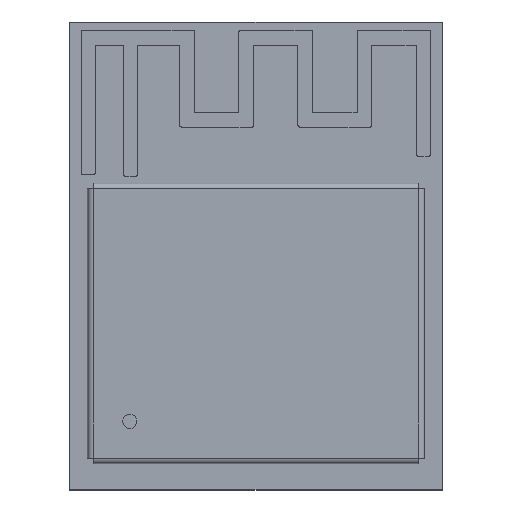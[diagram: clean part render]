
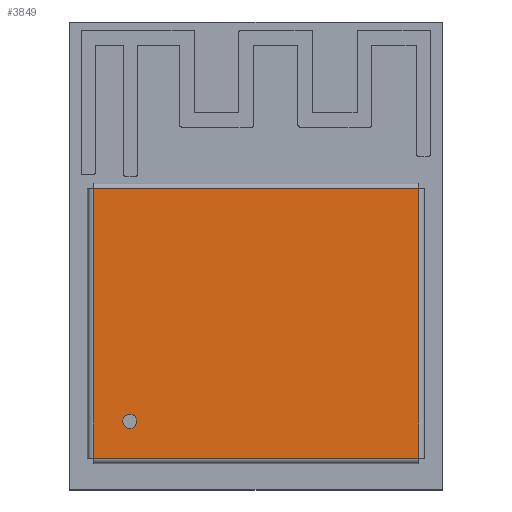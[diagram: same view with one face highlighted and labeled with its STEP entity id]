
A CAD part, top view. The second image highlights one B-rep face of the part: STEP entity #3849.
In plain terms, the highlighted planar face has unit normal (0, 0, 1).
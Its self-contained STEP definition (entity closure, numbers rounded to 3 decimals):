
#3390 = VERTEX_POINT('',#3391);
#3391 = CARTESIAN_POINT('',(-4.48,-6.12,2.399));
#3397 = EDGE_CURVE('',#3398,#3390,#3400,.T.);
#3398 = VERTEX_POINT('',#3399);
#3399 = CARTESIAN_POINT('',(-4.48,-5.62,2.399));
#3400 = CIRCLE('',#3401,0.25);
#3401 = AXIS2_PLACEMENT_3D('',#3402,#3403,#3404);
#3402 = CARTESIAN_POINT('',(-4.48,-5.87,2.399));
#3403 = DIRECTION('',(0.,0.,1.));
#3404 = DIRECTION('',(0.,-1.,0.));
#3849 = ADVANCED_FACE('',(#3850,#3884),#3894,.T.);
#3850 = FACE_BOUND('',#3851,.T.);
#3851 = EDGE_LOOP('',(#3852,#3862,#3870,#3878));
#3852 = ORIENTED_EDGE('',*,*,#3853,.T.);
#3853 = EDGE_CURVE('',#3854,#3856,#3858,.T.);
#3854 = VERTEX_POINT('',#3855);
#3855 = CARTESIAN_POINT('',(5.77,2.38,2.399));
#3856 = VERTEX_POINT('',#3857);
#3857 = CARTESIAN_POINT('',(-5.78,2.38,2.399));
#3858 = LINE('',#3859,#3860);
#3859 = CARTESIAN_POINT('',(-5.98,2.38,2.399));
#3860 = VECTOR('',#3861,1.);
#3861 = DIRECTION('',(-1.,0.,0.));
#3862 = ORIENTED_EDGE('',*,*,#3863,.T.);
#3863 = EDGE_CURVE('',#3856,#3864,#3866,.T.);
#3864 = VERTEX_POINT('',#3865);
#3865 = CARTESIAN_POINT('',(-5.78,-7.17,2.399));
#3866 = LINE('',#3867,#3868);
#3867 = CARTESIAN_POINT('',(-5.78,-7.37,2.399));
#3868 = VECTOR('',#3869,1.);
#3869 = DIRECTION('',(0.,-1.,0.));
#3870 = ORIENTED_EDGE('',*,*,#3871,.T.);
#3871 = EDGE_CURVE('',#3864,#3872,#3874,.T.);
#3872 = VERTEX_POINT('',#3873);
#3873 = CARTESIAN_POINT('',(5.77,-7.17,2.399));
#3874 = LINE('',#3875,#3876);
#3875 = CARTESIAN_POINT('',(5.97,-7.17,2.399));
#3876 = VECTOR('',#3877,1.);
#3877 = DIRECTION('',(1.,0.,0.));
#3878 = ORIENTED_EDGE('',*,*,#3879,.T.);
#3879 = EDGE_CURVE('',#3872,#3854,#3880,.T.);
#3880 = LINE('',#3881,#3882);
#3881 = CARTESIAN_POINT('',(5.77,2.58,2.399));
#3882 = VECTOR('',#3883,1.);
#3883 = DIRECTION('',(0.,1.,0.));
#3884 = FACE_BOUND('',#3885,.T.);
#3885 = EDGE_LOOP('',(#3886,#3893));
#3886 = ORIENTED_EDGE('',*,*,#3887,.F.);
#3887 = EDGE_CURVE('',#3390,#3398,#3888,.T.);
#3888 = CIRCLE('',#3889,0.25);
#3889 = AXIS2_PLACEMENT_3D('',#3890,#3891,#3892);
#3890 = CARTESIAN_POINT('',(-4.48,-5.87,2.399));
#3891 = DIRECTION('',(0.,0.,1.));
#3892 = DIRECTION('',(0.,-1.,0.));
#3893 = ORIENTED_EDGE('',*,*,#3397,.F.);
#3894 = PLANE('',#3895);
#3895 = AXIS2_PLACEMENT_3D('',#3896,#3897,#3898);
#3896 = CARTESIAN_POINT('',(-0.005,-2.395,2.399));
#3897 = DIRECTION('',(0.,0.,1.));
#3898 = DIRECTION('',(1.,0.,0.));
